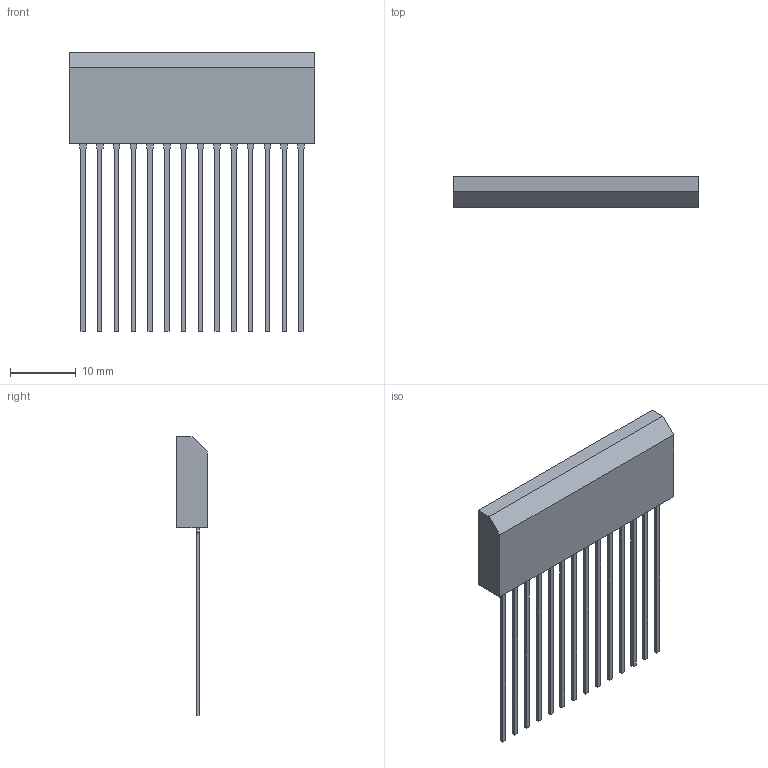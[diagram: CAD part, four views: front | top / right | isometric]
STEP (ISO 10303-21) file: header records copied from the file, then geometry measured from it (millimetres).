
FILE_DESCRIPTION(('FreeCAD Model'),'2;1');
FILE_NAME('2011615.1.1.stp','2020-04-10T20:24:08',( 'Author'),(''),'Open CASCADE STEP processor 6.9','FreeCAD','Unknown' );
FILE_SCHEMA(('AUTOMOTIVE_DESIGN { 1 0 10303 214 1 1 1 1 }'));
Length unit declared in the file: millimetre
Products named in the file (3): ASSEMBLY; Body; PinsArray
Assembly tree (2 placements, depth 2):
  ASSEMBLY
    Body
    PinsArray
Bounding box: 37.25 x 4.6 x 42.2 mm (x, y, z)
Volume: 2383.9 mm3; surface area: 2334.6 mm2
Topology: 15 solids, 15 shells, 147 faces, 351 edges, 234 vertices
Faces by surface type: plane 147
Entity records: 8885 total; most frequent: CARTESIAN_POINT 1437, DIRECTION 1353, LINE 1053, VECTOR 1053, ORIENTED_EDGE 702, PCURVE 702, DEFINITIONAL_REPRESENTATION 702, EDGE_CURVE 351
